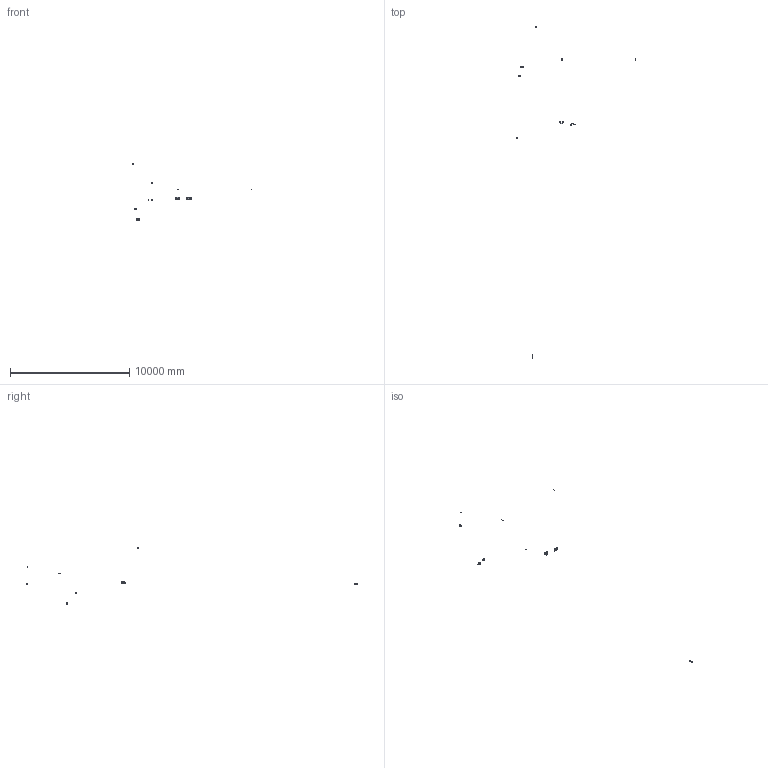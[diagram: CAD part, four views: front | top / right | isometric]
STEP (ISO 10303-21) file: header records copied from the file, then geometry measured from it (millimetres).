
FILE_DESCRIPTION(/* description */ (''),/* implementation_level */ '2;1');
FILE_NAME(/* name */ 'CC-210(3D).stp',/* time_stamp */ '2023-06-20T15:40:53+08:00',/* author */ ('tzzx-yf03'),/* organization */ (''),/* preprocessor_version */ 'ST-DEVELOPER v16.1',/* originating_system */ 'AutoCAD Mechanical',/* authorisation */ '');
FILE_SCHEMA (('AUTOMOTIVE_DESIGN { 1 0 10303 214 3 1 1 }'));
Length unit declared in the file: centimetre
Products named in the file (9): ACAD_FREEWAY_COMPONENT_1; *U11; *U12; ACAD_FREEWAY_COMPONENT_2; ACAD_FREEWAY_COMPONENT_3; ACAD_FREEWAY_COMPONENT_4; ACAD_FREEWAY_COMPONENT_8; ACAD_FREEWAY_COMPONENT_9; Product
Assembly tree (15 placements, depth 2):
  Product
    ACAD_FREEWAY_COMPONENT_1
    *U11
    *U12
    ACAD_FREEWAY_COMPONENT_2  x2
    ACAD_FREEWAY_COMPONENT_3  x4
    ACAD_FREEWAY_COMPONENT_4  x2
    ACAD_FREEWAY_COMPONENT_8  x2
    ACAD_FREEWAY_COMPONENT_9  x2
Bounding box: 9974.67 x 27813.39 x 4733.91 mm (x, y, z)
Volume: 8064458.6 mm3; surface area: 906078.9 mm2
Topology: 13 solids, 13 shells, 429 faces, 1048 edges, 654 vertices
Faces by surface type: plane 152, cylinder 118, cone 105, torus 31, bspline 22, sphere 1
Full cylindrical faces by diameter (mm): 29.991 x1, 30 x4, 32 x1, 50 x1, 52.5 x1, 62 x1, 63 x1, 106.25 x1, 150 x1
Entity records: 15593 total; most frequent: CARTESIAN_POINT 5976, DIRECTION 1970, ORIENTED_EDGE 1814, EDGE_CURVE 907, AXIS2_PLACEMENT_3D 777, VERTEX_POINT 637, EDGE_LOOP 572, FACE_OUTER_BOUND 421
